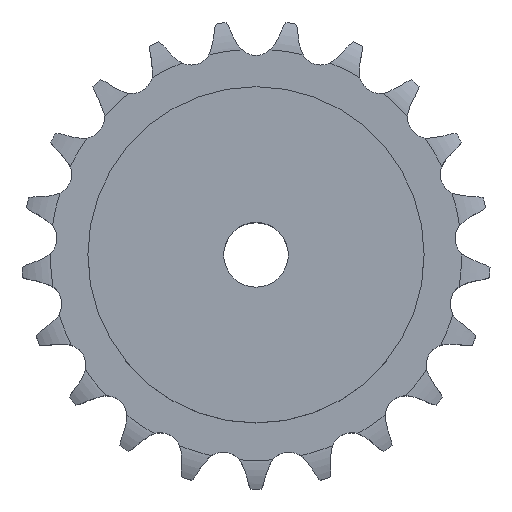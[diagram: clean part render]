
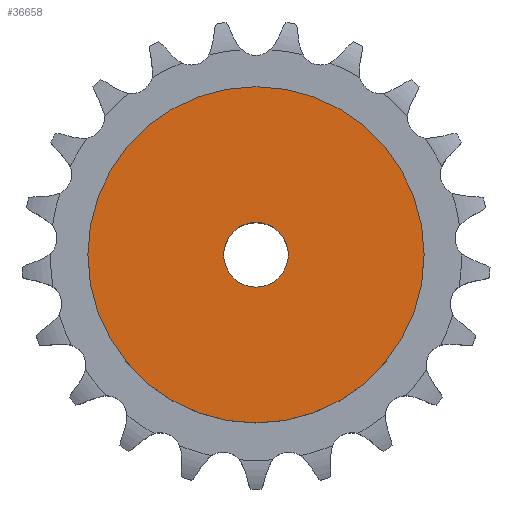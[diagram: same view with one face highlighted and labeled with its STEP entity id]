
A CAD part, top view. The second image highlights one B-rep face of the part: STEP entity #36658.
In plain terms, the highlighted planar face has unit normal (0, 0, 1).
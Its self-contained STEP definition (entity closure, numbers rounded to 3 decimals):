
#19650 = CYLINDRICAL_SURFACE('',#19651,12.5);
#19651 = AXIS2_PLACEMENT_3D('',#19652,#19653,#19654);
#19652 = CARTESIAN_POINT('',(0.,0.,289.296));
#19653 = DIRECTION('',(0.,0.,1.));
#19654 = DIRECTION('',(1.,0.,0.));
#25075 = EDGE_CURVE('',#25076,#25076,#25078,.T.);
#25076 = VERTEX_POINT('',#25077);
#25077 = CARTESIAN_POINT('',(12.5,0.,70.));
#25078 = SURFACE_CURVE('',#25079,(#25084,#25091),.PCURVE_S1.);
#25079 = CIRCLE('',#25080,12.5);
#25080 = AXIS2_PLACEMENT_3D('',#25081,#25082,#25083);
#25081 = CARTESIAN_POINT('',(0.,0.,70.));
#25082 = DIRECTION('',(0.,0.,1.));
#25083 = DIRECTION('',(1.,0.,0.));
#25084 = PCURVE('',#19650,#25085);
#25085 = DEFINITIONAL_REPRESENTATION('',(#25086),#25090);
#25086 = LINE('',#25087,#25088);
#25087 = CARTESIAN_POINT('',(0.,-219.296));
#25088 = VECTOR('',#25089,1.);
#25089 = DIRECTION('',(1.,0.));
#25090 = ( GEOMETRIC_REPRESENTATION_CONTEXT(2) 
PARAMETRIC_REPRESENTATION_CONTEXT() REPRESENTATION_CONTEXT('2D SPACE',''
  ) );
#25091 = PCURVE('',#25092,#25097);
#25092 = PLANE('',#25093);
#25093 = AXIS2_PLACEMENT_3D('',#25094,#25095,#25096);
#25094 = CARTESIAN_POINT('',(0.,0.,70.)
  );
#25095 = DIRECTION('',(0.,0.,1.));
#25096 = DIRECTION('',(1.,0.,0.));
#25097 = DEFINITIONAL_REPRESENTATION('',(#25098),#25102);
#25098 = CIRCLE('',#25099,12.5);
#25099 = AXIS2_PLACEMENT_2D('',#25100,#25101);
#25100 = CARTESIAN_POINT('',(0.,0.));
#25101 = DIRECTION('',(1.,0.));
#25102 = ( GEOMETRIC_REPRESENTATION_CONTEXT(2) 
PARAMETRIC_REPRESENTATION_CONTEXT() REPRESENTATION_CONTEXT('2D SPACE',''
  ) );
#36658 = ADVANCED_FACE('',(#36659,#36690),#25092,.T.);
#36659 = FACE_BOUND('',#36660,.T.);
#36660 = EDGE_LOOP('',(#36661));
#36661 = ORIENTED_EDGE('',*,*,#36662,.T.);
#36662 = EDGE_CURVE('',#36663,#36663,#36665,.T.);
#36663 = VERTEX_POINT('',#36664);
#36664 = CARTESIAN_POINT('',(65.,0.,70.));
#36665 = SURFACE_CURVE('',#36666,(#36671,#36678),.PCURVE_S1.);
#36666 = CIRCLE('',#36667,65.);
#36667 = AXIS2_PLACEMENT_3D('',#36668,#36669,#36670);
#36668 = CARTESIAN_POINT('',(0.,0.,70.));
#36669 = DIRECTION('',(0.,0.,1.));
#36670 = DIRECTION('',(1.,0.,0.));
#36671 = PCURVE('',#25092,#36672);
#36672 = DEFINITIONAL_REPRESENTATION('',(#36673),#36677);
#36673 = CIRCLE('',#36674,65.);
#36674 = AXIS2_PLACEMENT_2D('',#36675,#36676);
#36675 = CARTESIAN_POINT('',(0.,0.));
#36676 = DIRECTION('',(1.,0.));
#36677 = ( GEOMETRIC_REPRESENTATION_CONTEXT(2) 
PARAMETRIC_REPRESENTATION_CONTEXT() REPRESENTATION_CONTEXT('2D SPACE',''
  ) );
#36678 = PCURVE('',#36679,#36684);
#36679 = CYLINDRICAL_SURFACE('',#36680,65.);
#36680 = AXIS2_PLACEMENT_3D('',#36681,#36682,#36683);
#36681 = CARTESIAN_POINT('',(0.,0.,0.));
#36682 = DIRECTION('',(-0.,-0.,-1.));
#36683 = DIRECTION('',(1.,0.,0.));
#36684 = DEFINITIONAL_REPRESENTATION('',(#36685),#36689);
#36685 = LINE('',#36686,#36687);
#36686 = CARTESIAN_POINT('',(-0.,-70.));
#36687 = VECTOR('',#36688,1.);
#36688 = DIRECTION('',(-1.,0.));
#36689 = ( GEOMETRIC_REPRESENTATION_CONTEXT(2) 
PARAMETRIC_REPRESENTATION_CONTEXT() REPRESENTATION_CONTEXT('2D SPACE',''
  ) );
#36690 = FACE_BOUND('',#36691,.T.);
#36691 = EDGE_LOOP('',(#36692));
#36692 = ORIENTED_EDGE('',*,*,#25075,.F.);
